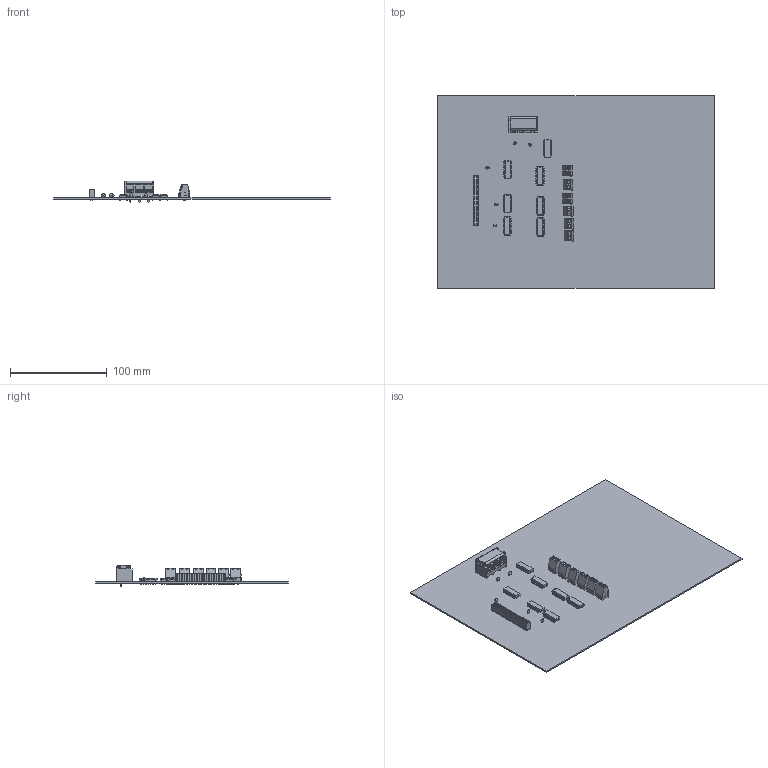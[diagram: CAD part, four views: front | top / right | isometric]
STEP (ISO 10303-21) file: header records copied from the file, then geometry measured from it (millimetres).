
FILE_DESCRIPTION(('KiCad electronic assembly'),'2;1');
FILE_NAME('galwo.step','2026-01-15T14:53:07',('Pcbnew'),('Kicad'), 'Open CASCADE STEP processor 7.9','KiCad to STEP converter','Unknown' );
FILE_SCHEMA(('AUTOMOTIVE_DESIGN { 1 0 10303 214 1 1 1 1 }'));
Length unit declared in the file: millimetre
Products named in the file (7): galwo 1; DIP-14_W7.62mm; TerminalBlock_Phoenix_MKDS-1,5-2-5.08_1x02_P5.08mm_Horizontal; C_Disc_D3.8mm_W2.6mm_P2.50mm; PinSocket_2x20_P2.54mm_Vertical; TerminalBlock_Ningbo-Kagnex_HB9500M_1x03_P9.5mm; galwo_PCB
Assembly tree (21 placements, depth 2):
  galwo 1
    DIP-14_W7.62mm  x7
    TerminalBlock_Phoenix_MKDS-1,5-2-5.08_1x02_P5.08mm_Horizontal  x6
    C_Disc_D3.8mm_W2.6mm_P2.50mm  x5
    PinSocket_2x20_P2.54mm_Vertical
    TerminalBlock_Ningbo-Kagnex_HB9500M_1x03_P9.5mm
    galwo_PCB
Bounding box: 286 x 199.5 x 22.1 mm (x, y, z)
Volume: 101451.9 mm3; surface area: 135070.8 mm2
Topology: 21 solids, 21 shells, 3750 faces, 10021 edges, 6411 vertices
Faces by surface type: plane 3071, cylinder 413, bspline 230, revolution 20, sphere 10, torus 6
Full cylindrical faces by diameter (mm): 0.5 x10, 0.8 x108, 1 x40, 1.3 x12, 1.9 x4, 2 x3, 3.8 x12, 4 x12, 6.84 x3
Entity records: 72559 total; most frequent: CARTESIAN_POINT 10694, ORIENTED_EDGE 9440, DIRECTION 8674, EDGE_CURVE 4718, LINE 4174, VECTOR 4174, VERTEX_POINT 3053, AXIS2_PLACEMENT_3D 2248
